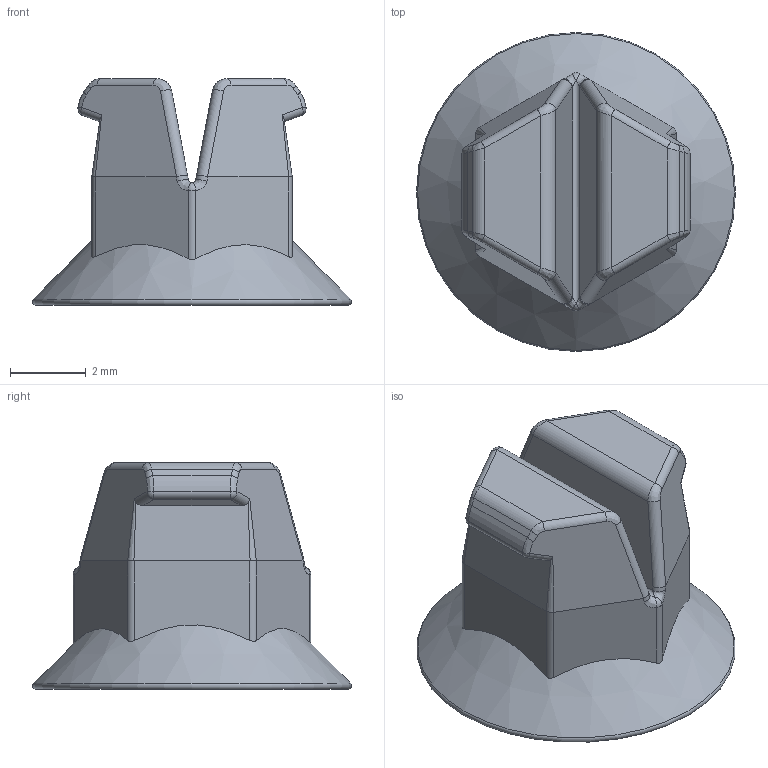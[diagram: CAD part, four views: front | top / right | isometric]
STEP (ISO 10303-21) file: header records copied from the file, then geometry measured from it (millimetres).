
FILE_DESCRIPTION(/* description */ (''),/* implementation_level */ '2;1');
FILE_NAME(/* name */ 'Bowden_Hex_Plug.step',/* time_stamp */ '2025-05-23T21:44:36+02:00',/* author */ (''),/* organization */ (''),/* preprocessor_version */ 'ST-DEVELOPER v20.1',/* originating_system */ 'Autodesk Translation Framework v14.4.0.0',/* authorisation */ '');
FILE_SCHEMA (('AUTOMOTIVE_DESIGN { 1 0 10303 214 3 1 1 }'));
Length unit declared in the file: millimetre
Products named in the file (1): Bowden_Hex_Plug
Bounding box: 8.43 x 8.43 x 6 mm (x, y, z)
Volume: 145.9 mm3; surface area: 243.1 mm2
Topology: 1 solids, 1 shells, 109 faces, 264 edges, 158 vertices
Faces by surface type: cylinder 47, plane 28, bspline 16, torus 7, sphere 6, cone 5
Entity records: 3702 total; most frequent: CARTESIAN_POINT 1123, DIRECTION 559, ORIENTED_EDGE 528, EDGE_CURVE 264, AXIS2_PLACEMENT_3D 222, VERTEX_POINT 158, LINE 115, VECTOR 115
